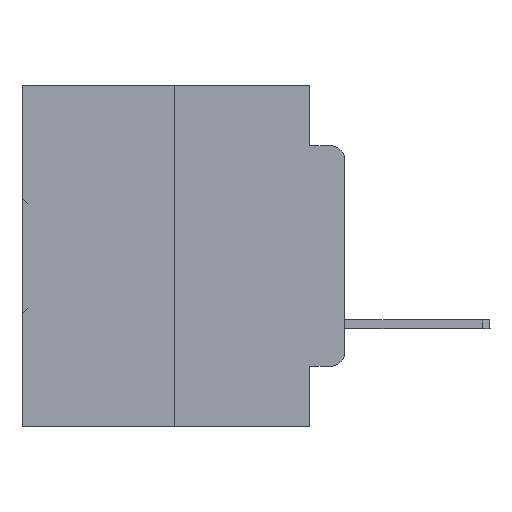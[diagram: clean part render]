
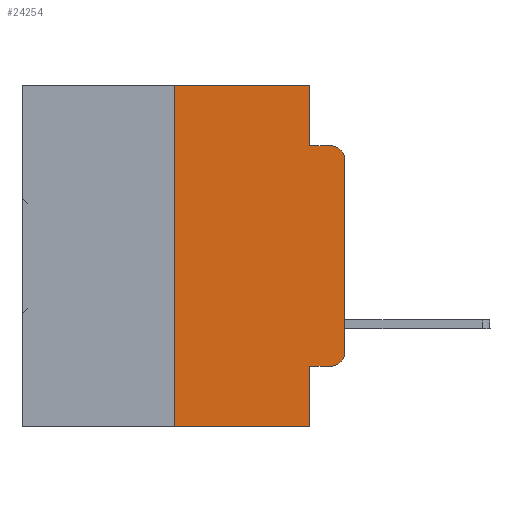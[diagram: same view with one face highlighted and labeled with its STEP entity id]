
A CAD part, left-side view. The second image highlights one B-rep face of the part: STEP entity #24254.
In plain terms, the highlighted planar face has unit normal (-1, 0, 0).
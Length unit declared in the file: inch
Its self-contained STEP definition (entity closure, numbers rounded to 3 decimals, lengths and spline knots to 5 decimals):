
#18 = DIRECTION ( 'NONE',  ( 0., -1., 0. ) ) ;
#36 = LINE ( 'NONE', #15425, #17254 ) ;
#108 = ORIENTED_EDGE ( 'NONE', *, *, #27341, .F. ) ;
#260 = DIRECTION ( 'NONE',  ( 0., 0., -1. ) ) ;
#320 = ORIENTED_EDGE ( 'NONE', *, *, #29891, .T. ) ;
#751 = EDGE_CURVE ( 'NONE', #1536, #21009, #30664, .T. ) ;
#1536 = VERTEX_POINT ( 'NONE', #23929 ) ;
#2696 = DIRECTION ( 'NONE',  ( 0., 0., 1. ) ) ;
#3966 = ORIENTED_EDGE ( 'NONE', *, *, #19430, .F. ) ;
#4433 = VERTEX_POINT ( 'NONE', #10492 ) ;
#4473 = CARTESIAN_POINT ( 'NONE',  ( 0., 0.25, 0. ) ) ;
#4549 = DIRECTION ( 'NONE',  ( 0., -1., 0. ) ) ;
#4847 = FACE_OUTER_BOUND ( 'NONE', #21563, .T. ) ;
#4986 = EDGE_CURVE ( 'NONE', #19049, #23180, #6982, .T. ) ;
#5130 = EDGE_CURVE ( 'NONE', #23180, #7303, #28570, .T. ) ;
#6408 = CARTESIAN_POINT ( 'NONE',  ( 0., 0.25, -0.5 ) ) ;
#6982 = LINE ( 'NONE', #29684, #20083 ) ;
#7303 = VERTEX_POINT ( 'NONE', #31219 ) ;
#9282 = ORIENTED_EDGE ( 'NONE', *, *, #751, .T. ) ;
#10492 = CARTESIAN_POINT ( 'NONE',  ( 0., 0.051, -0.5 ) ) ;
#10926 = CARTESIAN_POINT ( 'NONE',  ( 0., 0.051, 0. ) ) ;
#11003 = CARTESIAN_POINT ( 'NONE',  ( 0., 0.473, 0. ) ) ;
#11081 = CARTESIAN_POINT ( 'NONE',  ( 0., 0.473, -0.5 ) ) ;
#12103 = ORIENTED_EDGE ( 'NONE', *, *, #16539, .T. ) ;
#12127 = EDGE_CURVE ( 'NONE', #16418, #19049, #29285, .T. ) ;
#12331 = CARTESIAN_POINT ( 'NONE',  ( 0., 0.051, -0.0885 ) ) ;
#12481 = VERTEX_POINT ( 'NONE', #25560 ) ;
#14821 = CARTESIAN_POINT ( 'NONE',  ( 0., 0.25, 0. ) ) ;
#15238 = DIRECTION ( 'NONE',  ( 0., 0., -1. ) ) ;
#15425 = CARTESIAN_POINT ( 'NONE',  ( 0., 0.051, -0.4115 ) ) ;
#16418 = VERTEX_POINT ( 'NONE', #4473 ) ;
#16539 = EDGE_CURVE ( 'NONE', #12481, #25850, #36, .T. ) ;
#17231 = ORIENTED_EDGE ( 'NONE', *, *, #12127, .F. ) ;
#17254 = VECTOR ( 'NONE', #20430, 39.37008 ) ;
#17357 = DIRECTION ( 'NONE',  ( 0., 0., 1. ) ) ;
#17415 = VECTOR ( 'NONE', #17357, 39.37008 ) ;
#18951 = AXIS2_PLACEMENT_3D ( 'NONE', #28042, #31419, #21432 ) ;
#19049 = VERTEX_POINT ( 'NONE', #10926 ) ;
#19430 = EDGE_CURVE ( 'NONE', #24533, #16418, #22284, .T. ) ;
#20083 = VECTOR ( 'NONE', #30139, 39.37008 ) ;
#20430 = DIRECTION ( 'NONE',  ( 0., -1., 0. ) ) ;
#20445 = CARTESIAN_POINT ( 'NONE',  ( 0., 0., -0.1085 ) ) ;
#20509 = CARTESIAN_POINT ( 'NONE',  ( 0., 0.02, -0.1085 ) ) ;
#20875 = AXIS2_PLACEMENT_3D ( 'NONE', #20509, #30443, #22712 ) ;
#21009 = VERTEX_POINT ( 'NONE', #20445 ) ;
#21432 = DIRECTION ( 'NONE',  ( 0., 0., -1. ) ) ;
#21563 = EDGE_LOOP ( 'NONE', ( #9282, #26336, #31060, #28364, #17231, #3966, #320, #108, #12103, #22882 ) ) ;
#22284 = LINE ( 'NONE', #14821, #17415 ) ;
#22712 = DIRECTION ( 'NONE',  ( 0., 0., -1. ) ) ;
#22882 = ORIENTED_EDGE ( 'NONE', *, *, #23612, .T. ) ;
#23180 = VERTEX_POINT ( 'NONE', #24077 ) ;
#23400 = VECTOR ( 'NONE', #15238, 39.37008 ) ;
#23606 = EDGE_CURVE ( 'NONE', #21009, #7303, #29808, .T. ) ;
#23612 = EDGE_CURVE ( 'NONE', #25850, #1536, #30564, .T. ) ;
#23929 = CARTESIAN_POINT ( 'NONE',  ( 0., 0., -0.3915 ) ) ;
#24077 = CARTESIAN_POINT ( 'NONE',  ( 0., 0.051, -0.0885 ) ) ;
#24254 = ADVANCED_FACE ( 'NONE', ( #4847 ), #31733, .F. ) ;
#24533 = VERTEX_POINT ( 'NONE', #6408 ) ;
#24849 = VECTOR ( 'NONE', #18, 39.37008 ) ;
#25098 = AXIS2_PLACEMENT_3D ( 'NONE', #11003, #26619, #260 ) ;
#25560 = CARTESIAN_POINT ( 'NONE',  ( 0., 0.051, -0.4115 ) ) ;
#25850 = VERTEX_POINT ( 'NONE', #29297 ) ;
#26336 = ORIENTED_EDGE ( 'NONE', *, *, #23606, .T. ) ;
#26619 = DIRECTION ( 'NONE',  ( 1., 0., 0. ) ) ;
#27341 = EDGE_CURVE ( 'NONE', #12481, #4433, #29503, .T. ) ;
#27782 = VECTOR ( 'NONE', #4549, 39.37008 ) ;
#28042 = CARTESIAN_POINT ( 'NONE',  ( 0., 0.02, -0.3915 ) ) ;
#28080 = CARTESIAN_POINT ( 'NONE',  ( 0., 0., 0. ) ) ;
#28211 = CARTESIAN_POINT ( 'NONE',  ( 0., 0.051, 0. ) ) ;
#28364 = ORIENTED_EDGE ( 'NONE', *, *, #4986, .F. ) ;
#28570 = LINE ( 'NONE', #12331, #27782 ) ;
#28762 = CARTESIAN_POINT ( 'NONE',  ( 0., 0.473, 0. ) ) ;
#28907 = VECTOR ( 'NONE', #29752, 39.37008 ) ;
#29285 = LINE ( 'NONE', #28762, #24849 ) ;
#29297 = CARTESIAN_POINT ( 'NONE',  ( 0., 0.02, -0.4115 ) ) ;
#29503 = LINE ( 'NONE', #28211, #23400 ) ;
#29684 = CARTESIAN_POINT ( 'NONE',  ( 0., 0.051, 0. ) ) ;
#29752 = DIRECTION ( 'NONE',  ( 0., -1., 0. ) ) ;
#29808 = CIRCLE ( 'NONE', #20875, 0.02 ) ;
#29891 = EDGE_CURVE ( 'NONE', #24533, #4433, #30537, .T. ) ;
#30139 = DIRECTION ( 'NONE',  ( 0., 0., -1. ) ) ;
#30284 = VECTOR ( 'NONE', #2696, 39.37008 ) ;
#30443 = DIRECTION ( 'NONE',  ( -1., 0., 0. ) ) ;
#30537 = LINE ( 'NONE', #11081, #28907 ) ;
#30564 = CIRCLE ( 'NONE', #18951, 0.02 ) ;
#30664 = LINE ( 'NONE', #28080, #30284 ) ;
#31060 = ORIENTED_EDGE ( 'NONE', *, *, #5130, .F. ) ;
#31219 = CARTESIAN_POINT ( 'NONE',  ( 0., 0.02, -0.0885 ) ) ;
#31419 = DIRECTION ( 'NONE',  ( -1., 0., 0. ) ) ;
#31733 = PLANE ( 'NONE',  #25098 ) ;
